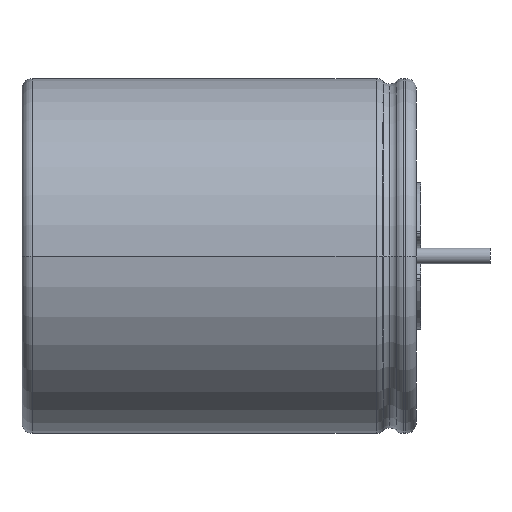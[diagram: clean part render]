
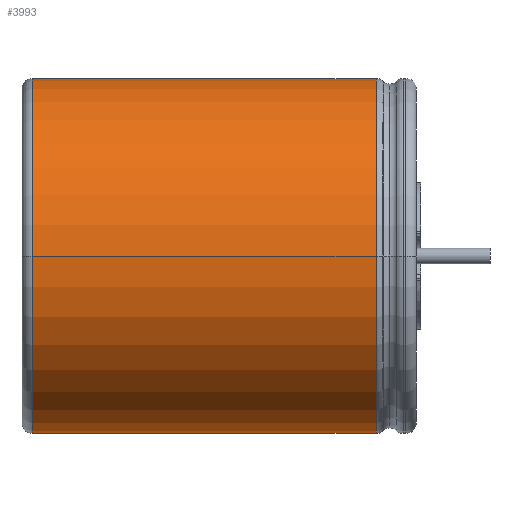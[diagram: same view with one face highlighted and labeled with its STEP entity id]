
A CAD part, left-side view. The second image highlights one B-rep face of the part: STEP entity #3993.
In plain terms, the highlighted cylindrical face has radius 9.025 mm (diameter 18.051 mm), a partial arc.
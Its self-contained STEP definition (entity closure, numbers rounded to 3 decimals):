
#14 = VECTOR ( 'NONE', #1039, 1000. ) ;
#79 = ORIENTED_EDGE ( 'NONE', *, *, #3904, .F. ) ;
#187 = CARTESIAN_POINT ( 'NONE',  ( 0., 20., -9.025 ) ) ;
#198 = DIRECTION ( 'NONE',  ( 1., 0., 0. ) ) ;
#260 = VERTEX_POINT ( 'NONE', #2787 ) ;
#297 = CARTESIAN_POINT ( 'NONE',  ( 0., 12.922, 9.025 ) ) ;
#325 = AXIS2_PLACEMENT_3D ( 'NONE', #4189, #959, #198 ) ;
#523 = CYLINDRICAL_SURFACE ( 'NONE', #1333, 9.025 ) ;
#777 = DIRECTION ( 'NONE',  ( 0., 1., 0. ) ) ;
#959 = DIRECTION ( 'NONE',  ( 0., -1., 0. ) ) ;
#1039 = DIRECTION ( 'NONE',  ( 0., -1., 0. ) ) ;
#1041 = CARTESIAN_POINT ( 'NONE',  ( 0., 2.52, 9.025 ) ) ;
#1144 = CARTESIAN_POINT ( 'NONE',  ( 0., 12.922, 0. ) ) ;
#1323 = VECTOR ( 'NONE', #3633, 1000. ) ;
#1333 = AXIS2_PLACEMENT_3D ( 'NONE', #1144, #777, #3607 ) ;
#1658 = EDGE_CURVE ( 'NONE', #4232, #2586, #3008, .T. ) ;
#1750 = ORIENTED_EDGE ( 'NONE', *, *, #2009, .F. ) ;
#1961 = ORIENTED_EDGE ( 'NONE', *, *, #1658, .F. ) ;
#2009 = EDGE_CURVE ( 'NONE', #2586, #4642, #3554, .T. ) ;
#2271 = CIRCLE ( 'NONE', #4444, 9.025 ) ;
#2336 = CARTESIAN_POINT ( 'NONE',  ( 0., 20., 0. ) ) ;
#2586 = VERTEX_POINT ( 'NONE', #3124 ) ;
#2678 = DIRECTION ( 'NONE',  ( 1., 0., 0. ) ) ;
#2787 = CARTESIAN_POINT ( 'NONE',  ( 0., 20., 9.025 ) ) ;
#2850 = FACE_OUTER_BOUND ( 'NONE', #3145, .T. ) ;
#3008 = CIRCLE ( 'NONE', #325, 9.025 ) ;
#3124 = CARTESIAN_POINT ( 'NONE',  ( 0., 2.52, -9.025 ) ) ;
#3145 = EDGE_LOOP ( 'NONE', ( #4290, #1750, #1961, #79 ) ) ;
#3274 = CARTESIAN_POINT ( 'NONE',  ( 0., 12.922, -9.025 ) ) ;
#3554 = LINE ( 'NONE', #3274, #1323 ) ;
#3607 = DIRECTION ( 'NONE',  ( 1., 0., 0. ) ) ;
#3633 = DIRECTION ( 'NONE',  ( 0., 1., 0. ) ) ;
#3736 = LINE ( 'NONE', #297, #14 ) ;
#3904 = EDGE_CURVE ( 'NONE', #260, #4232, #3736, .T. ) ;
#3993 = ADVANCED_FACE ( 'NONE', ( #2850 ), #523, .T. ) ;
#4109 = DIRECTION ( 'NONE',  ( 0., -1., 0. ) ) ;
#4189 = CARTESIAN_POINT ( 'NONE',  ( 0., 2.52, 0. ) ) ;
#4232 = VERTEX_POINT ( 'NONE', #1041 ) ;
#4290 = ORIENTED_EDGE ( 'NONE', *, *, #4435, .T. ) ;
#4435 = EDGE_CURVE ( 'NONE', #260, #4642, #2271, .T. ) ;
#4444 = AXIS2_PLACEMENT_3D ( 'NONE', #2336, #4109, #2678 ) ;
#4642 = VERTEX_POINT ( 'NONE', #187 ) ;
